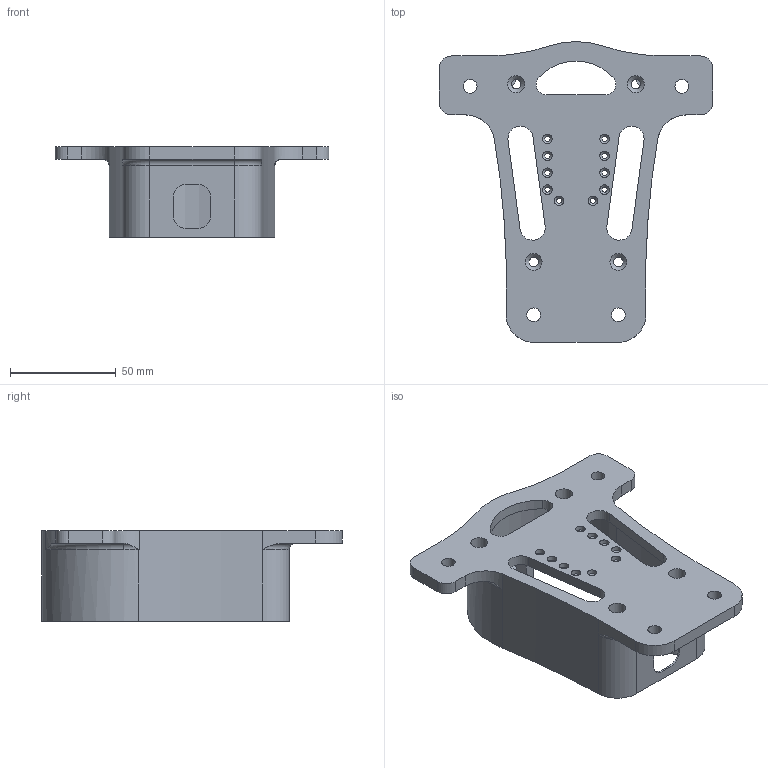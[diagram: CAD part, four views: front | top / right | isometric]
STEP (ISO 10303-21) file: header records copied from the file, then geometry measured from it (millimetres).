
FILE_DESCRIPTION(/* description */ (''),/* implementation_level */ '2;1');
FILE_NAME(/* name */ 'Arm - mounting bottom v1.step',/* time_stamp */ '2022-05-20T11:01:20-04:00',/* author */ (''),/* organization */ (''),/* preprocessor_version */ 'ST-DEVELOPER v18.1',/* originating_system */ 'Autodesk Translation Framework v10.14.0.1471',/* authorisation */ '');
FILE_SCHEMA (('AUTOMOTIVE_DESIGN { 1 0 10303 214 3 1 1 }'));
Length unit declared in the file: millimetre
Products named in the file (1): Arm - mounting bottom
Bounding box: 129.48 x 142.15 x 43 mm (x, y, z)
Volume: 75298.8 mm3; surface area: 57573.4 mm2
Topology: 1 solids, 1 shells, 212 faces, 530 edges, 324 vertices
Faces by surface type: cylinder 103, plane 53, cone 23, torus 21, sphere 12
Full cylindrical faces by diameter (mm): 2.5 x10, 4.5 x14, 6.5 x4, 8 x4
Entity records: 6594 total; most frequent: CARTESIAN_POINT 1272, DIRECTION 1186, ORIENTED_EDGE 1060, EDGE_CURVE 530, AXIS2_PLACEMENT_3D 467, VERTEX_POINT 324, EDGE_LOOP 260, CIRCLE 254
